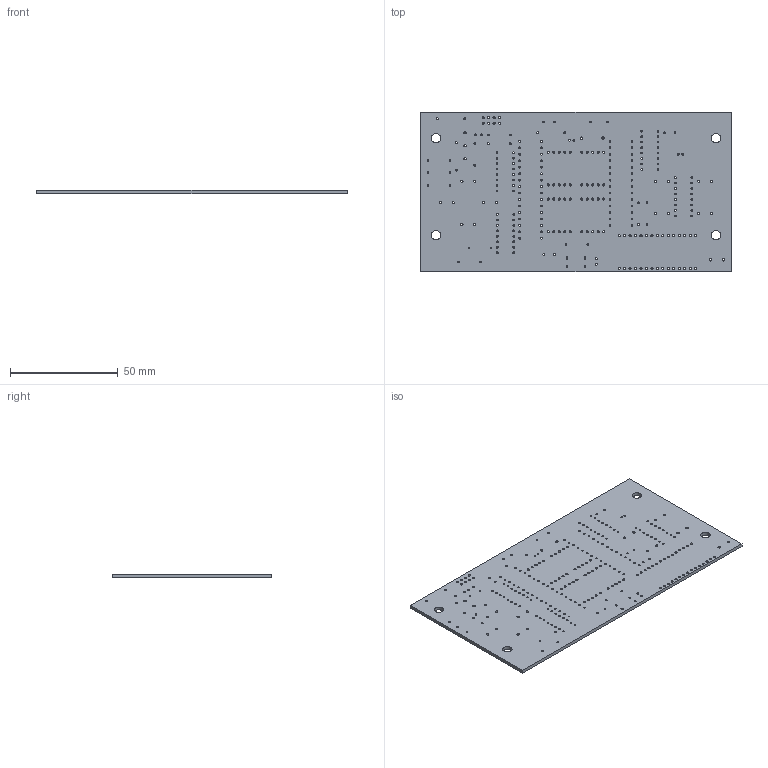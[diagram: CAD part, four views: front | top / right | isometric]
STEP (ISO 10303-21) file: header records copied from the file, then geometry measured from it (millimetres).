
FILE_DESCRIPTION(('KiCad electronic assembly'),'2;1');
FILE_NAME('Controller.step','2024-07-10T13:54:07',('Pcbnew'),('Kicad'), 'Open CASCADE STEP processor 7.7','KiCad to STEP converter','Unknown' );
FILE_SCHEMA(('AUTOMOTIVE_DESIGN { 1 0 10303 214 1 1 1 1 }'));
Length unit declared in the file: millimetre
Products named in the file (2): Controller 1; Controller_PCB
Assembly tree (1 placements, depth 2):
  Controller 1
    Controller_PCB
Bounding box: 144 x 74 x 1.6 mm (x, y, z)
Volume: 16682.3 mm3; surface area: 22856.5 mm2
Topology: 1 solids, 1 shells, 295 faces, 879 edges, 586 vertices
Faces by surface type: cylinder 281, plane 14
Full cylindrical faces by diameter (mm): 0.8 x158, 0.9 x10, 1 x78, 1.1 x23, 4.3 x4
Entity records: 11400 total; most frequent: DIRECTION 2035, CARTESIAN_POINT 1762, ORIENTED_EDGE 1758, EDGE_CURVE 879, AXIS2_PLACEMENT_3D 859, FACE_BOUND 849, EDGE_LOOP 849, VERTEX_POINT 586
